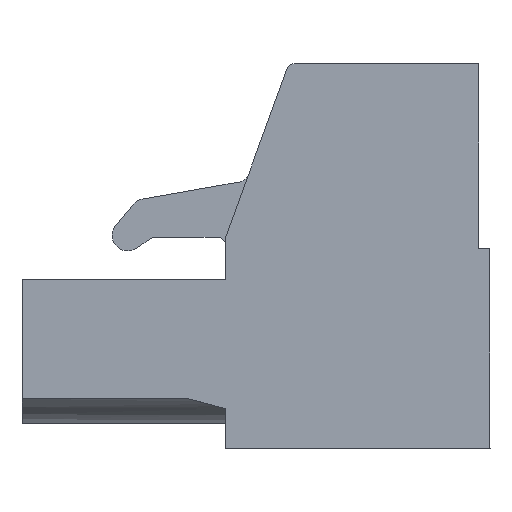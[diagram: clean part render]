
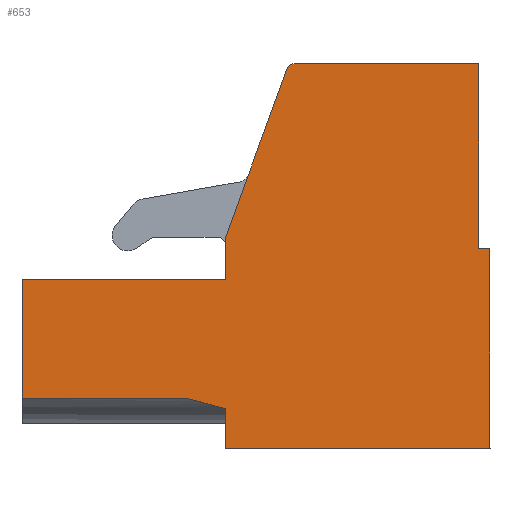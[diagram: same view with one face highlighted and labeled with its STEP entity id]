
A CAD part, front view. The second image highlights one B-rep face of the part: STEP entity #653.
In plain terms, the highlighted planar face has unit normal (0, -1, 0).
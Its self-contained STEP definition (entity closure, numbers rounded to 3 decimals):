
#653 = ADVANCED_FACE( '', ( #1522 ), #1523, .F. );
#1522 = FACE_OUTER_BOUND( '', #2595, .T. );
#1523 = PLANE( '', #2596 );
#2595 = EDGE_LOOP( '', ( #4462, #4463, #4464, #4465, #4466, #4467, #4468, #4469, #4470, #4471, #4472, #4473, #4474 ) );
#2596 = AXIS2_PLACEMENT_3D( '', #4475, #4476, #4477 );
#4462 = ORIENTED_EDGE( '', *, *, #6526, .F. );
#4463 = ORIENTED_EDGE( '', *, *, #6527, .F. );
#4464 = ORIENTED_EDGE( '', *, *, #6528, .T. );
#4465 = ORIENTED_EDGE( '', *, *, #6213, .F. );
#4466 = ORIENTED_EDGE( '', *, *, #6180, .F. );
#4467 = ORIENTED_EDGE( '', *, *, #6153, .T. );
#4468 = ORIENTED_EDGE( '', *, *, #6529, .F. );
#4469 = ORIENTED_EDGE( '', *, *, #6530, .F. );
#4470 = ORIENTED_EDGE( '', *, *, #6222, .T. );
#4471 = ORIENTED_EDGE( '', *, *, #6377, .T. );
#4472 = ORIENTED_EDGE( '', *, *, #6468, .T. );
#4473 = ORIENTED_EDGE( '', *, *, #6147, .T. );
#4474 = ORIENTED_EDGE( '', *, *, #5888, .F. );
#4475 = CARTESIAN_POINT( '', ( -0.75, -55.92, -1.8 ) );
#4476 = DIRECTION( '', ( 0., 1., 0. ) );
#4477 = DIRECTION( '', ( -1., 0., 0. ) );
#5888 = EDGE_CURVE( '', #6950, #6952, #6953, .T. );
#6147 = EDGE_CURVE( '', #7390, #6952, #7391, .T. );
#6153 = EDGE_CURVE( '', #7396, #7398, #7400, .T. );
#6180 = EDGE_CURVE( '', #7396, #7443, #7444, .T. );
#6213 = EDGE_CURVE( '', #7443, #7496, #7497, .T. );
#6222 = EDGE_CURVE( '', #7511, #7509, #7512, .T. );
#6377 = EDGE_CURVE( '', #7509, #7750, #7752, .T. );
#6468 = EDGE_CURVE( '', #7750, #7390, #7888, .T. );
#6526 = EDGE_CURVE( '', #7970, #6950, #7971, .T. );
#6527 = EDGE_CURVE( '', #7972, #7970, #7973, .T. );
#6528 = EDGE_CURVE( '', #7972, #7496, #7974, .T. );
#6529 = EDGE_CURVE( '', #7975, #7398, #7976, .T. );
#6530 = EDGE_CURVE( '', #7511, #7975, #7977, .T. );
#6950 = VERTEX_POINT( '', #8504 );
#6952 = VERTEX_POINT( '', #8507 );
#6953 = LINE( '', #8508, #8509 );
#7390 = VERTEX_POINT( '', #9090 );
#7391 = LINE( '', #9091, #9092 );
#7396 = VERTEX_POINT( '', #9098 );
#7398 = VERTEX_POINT( '', #9101 );
#7400 = CIRCLE( '', #9104, 0.3 );
#7443 = VERTEX_POINT( '', #9151 );
#7444 = LINE( '', #9152, #9153 );
#7496 = VERTEX_POINT( '', #9223 );
#7497 = LINE( '', #9224, #9225 );
#7509 = VERTEX_POINT( '', #9242 );
#7511 = VERTEX_POINT( '', #9245 );
#7512 = LINE( '', #9246, #9247 );
#7750 = VERTEX_POINT( '', #9568 );
#7752 = LINE( '', #9571, #9572 );
#7888 = LINE( '', #9763, #9764 );
#7970 = VERTEX_POINT( '', #9876 );
#7971 = LINE( '', #9877, #9878 );
#7972 = VERTEX_POINT( '', #9879 );
#7973 = LINE( '', #9880, #9881 );
#7974 = LINE( '', #9882, #9883 );
#7975 = VERTEX_POINT( '', #9884 );
#7976 = LINE( '', #9885, #9886 );
#7977 = LINE( '', #9887, #9888 );
#8504 = CARTESIAN_POINT( '', ( -10.2, -55.92, -15.5 ) );
#8507 = CARTESIAN_POINT( '', ( -10.2, -55.92, -13.9 ) );
#8508 = CARTESIAN_POINT( '', ( -10.2, -55.92, -13.9 ) );
#8509 = VECTOR( '', #10498, 1000. );
#9090 = CARTESIAN_POINT( '', ( -11.693, -55.92, -13.5 ) );
#9091 = CARTESIAN_POINT( '', ( -10.2, -55.92, -13.9 ) );
#9092 = VECTOR( '', #10820, 1000. );
#9098 = CARTESIAN_POINT( '', ( -7.442, -55.92, 0. ) );
#9101 = CARTESIAN_POINT( '', ( -7.724, -55.92, -0.197 ) );
#9104 = AXIS2_PLACEMENT_3D( '', #10827, #10828, #10829 );
#9151 = CARTESIAN_POINT( '', ( 0., -55.92, 0. ) );
#9152 = CARTESIAN_POINT( '', ( 0.15, -55.92, 0. ) );
#9153 = VECTOR( '', #10885, 1000. );
#9223 = CARTESIAN_POINT( '', ( 0., -55.92, -7.45 ) );
#9224 = CARTESIAN_POINT( '', ( 0., -55.92, -8. ) );
#9225 = VECTOR( '', #10922, 1000. );
#9242 = CARTESIAN_POINT( '', ( -18.4, -55.92, -8.7 ) );
#9245 = CARTESIAN_POINT( '', ( -10.2, -55.92, -8.7 ) );
#9246 = CARTESIAN_POINT( '', ( -18.5, -55.92, -8.7 ) );
#9247 = VECTOR( '', #10929, 1000. );
#9568 = CARTESIAN_POINT( '', ( -18.4, -55.92, -13.5 ) );
#9571 = CARTESIAN_POINT( '', ( -18.4, -55.92, -13.5 ) );
#9572 = VECTOR( '', #11116, 1000. );
#9763 = CARTESIAN_POINT( '', ( -11.693, -55.92, -13.5 ) );
#9764 = VECTOR( '', #11214, 1000. );
#9876 = CARTESIAN_POINT( '', ( 0.45, -55.92, -15.5 ) );
#9877 = CARTESIAN_POINT( '', ( -10.2, -55.92, -15.5 ) );
#9878 = VECTOR( '', #11272, 1000. );
#9879 = CARTESIAN_POINT( '', ( 0.45, -55.92, -7.45 ) );
#9880 = CARTESIAN_POINT( '', ( 0.45, -55.92, -14.8 ) );
#9881 = VECTOR( '', #11273, 1000. );
#9882 = CARTESIAN_POINT( '', ( 0.45, -55.92, -7.45 ) );
#9883 = VECTOR( '', #11274, 1000. );
#9884 = CARTESIAN_POINT( '', ( -10.2, -55.92, -7. ) );
#9885 = CARTESIAN_POINT( '', ( -10.332, -55.92, -7.361 ) );
#9886 = VECTOR( '', #11275, 1000. );
#9887 = CARTESIAN_POINT( '', ( -10.2, -55.92, -13.9 ) );
#9888 = VECTOR( '', #11276, 1000. );
#10498 = DIRECTION( '', ( 0., 0., 1. ) );
#10820 = DIRECTION( '', ( 0.966, 0., -0.259 ) );
#10827 = CARTESIAN_POINT( '', ( -7.442, -55.92, -0.3 ) );
#10828 = DIRECTION( '', ( 0., -1., 0. ) );
#10829 = DIRECTION( '', ( 1., 0., 0. ) );
#10885 = DIRECTION( '', ( 1., 0., 0. ) );
#10922 = DIRECTION( '', ( 0., 0., -1. ) );
#10929 = DIRECTION( '', ( -1., 0., 0. ) );
#11116 = DIRECTION( '', ( 0., 0., -1. ) );
#11214 = DIRECTION( '', ( 1., 0., 0. ) );
#11272 = DIRECTION( '', ( -1., 0., 0. ) );
#11273 = DIRECTION( '', ( 0., 0., -1. ) );
#11274 = DIRECTION( '', ( -1., 0., 0. ) );
#11275 = DIRECTION( '', ( 0.342, 0., 0.94 ) );
#11276 = DIRECTION( '', ( 0., 0., 1. ) );
